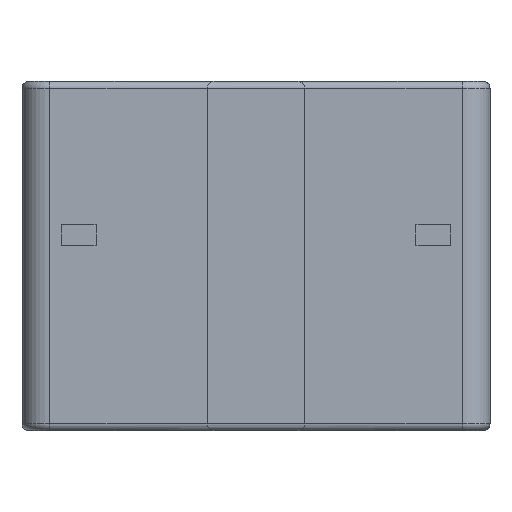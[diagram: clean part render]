
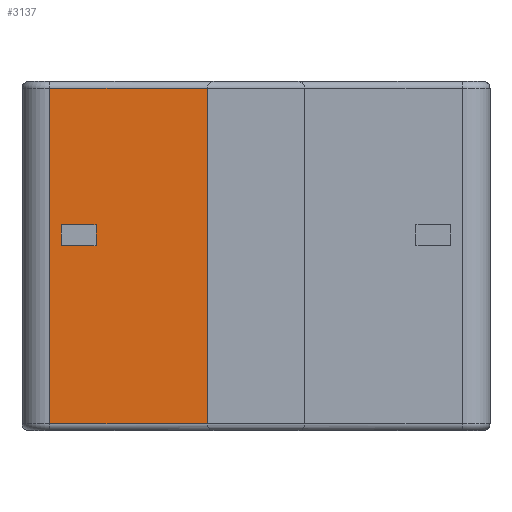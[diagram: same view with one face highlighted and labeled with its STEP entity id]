
A CAD part, front view. The second image highlights one B-rep face of the part: STEP entity #3137.
In plain terms, the highlighted planar face has unit normal (0, -1, 0).
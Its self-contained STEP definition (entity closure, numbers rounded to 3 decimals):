
#158 = FACE_OUTER_BOUND ( 'NONE', #3287, .T. ) ;
#212 = CARTESIAN_POINT ( 'NONE',  ( 1.06, 0., -2.35 ) ) ;
#221 = VECTOR ( 'NONE', #2637, 1000. ) ;
#248 = LINE ( 'NONE', #1727, #3486 ) ;
#327 = VECTOR ( 'NONE', #3345, 1000. ) ;
#349 = VERTEX_POINT ( 'NONE', #1925 ) ;
#483 = ORIENTED_EDGE ( 'NONE', *, *, #3372, .T. ) ;
#530 = DIRECTION ( 'NONE',  ( 0., -1., 0. ) ) ;
#536 = EDGE_CURVE ( 'NONE', #1611, #2087, #976, .T. ) ;
#539 = ORIENTED_EDGE ( 'NONE', *, *, #543, .F. ) ;
#543 = EDGE_CURVE ( 'NONE', #3243, #1611, #830, .T. ) ;
#584 = VERTEX_POINT ( 'NONE', #3981 ) ;
#594 = VERTEX_POINT ( 'NONE', #2647 ) ;
#705 = CARTESIAN_POINT ( 'NONE',  ( 2.65, 0., -5. ) ) ;
#726 = VECTOR ( 'NONE', #3306, 1000. ) ;
#767 = VECTOR ( 'NONE', #2399, 1000. ) ;
#830 = LINE ( 'NONE', #1711, #3227 ) ;
#896 = EDGE_CURVE ( 'NONE', #1736, #594, #1046, .T. ) ;
#937 = ORIENTED_EDGE ( 'NONE', *, *, #896, .T. ) ;
#969 = DIRECTION ( 'NONE',  ( 1., 0., 0. ) ) ;
#976 = LINE ( 'NONE', #212, #726 ) ;
#1001 = ORIENTED_EDGE ( 'NONE', *, *, #1036, .T. ) ;
#1036 = EDGE_CURVE ( 'NONE', #594, #584, #2906, .T. ) ;
#1046 = LINE ( 'NONE', #3233, #221 ) ;
#1267 = LINE ( 'NONE', #705, #3637 ) ;
#1301 = LINE ( 'NONE', #3276, #767 ) ;
#1395 = ORIENTED_EDGE ( 'NONE', *, *, #1901, .F. ) ;
#1428 = CARTESIAN_POINT ( 'NONE',  ( 0.56, 0., -2.35 ) ) ;
#1449 = DIRECTION ( 'NONE',  ( -1., 0., 0. ) ) ;
#1492 = ORIENTED_EDGE ( 'NONE', *, *, #536, .F. ) ;
#1568 = CARTESIAN_POINT ( 'NONE',  ( 0.4, 0., -0.1 ) ) ;
#1585 = EDGE_CURVE ( 'NONE', #2087, #2639, #2151, .T. ) ;
#1611 = VERTEX_POINT ( 'NONE', #3663 ) ;
#1711 = CARTESIAN_POINT ( 'NONE',  ( 0.56, 0., -2.35 ) ) ;
#1722 = AXIS2_PLACEMENT_3D ( 'NONE', #2729, #530, #3657 ) ;
#1727 = CARTESIAN_POINT ( 'NONE',  ( 0.4, 0., -0.1 ) ) ;
#1736 = VERTEX_POINT ( 'NONE', #1568 ) ;
#1901 = EDGE_CURVE ( 'NONE', #2639, #3243, #1301, .T. ) ;
#1925 = CARTESIAN_POINT ( 'NONE',  ( 2.65, 0., -0.1 ) ) ;
#2071 = VECTOR ( 'NONE', #969, 1000. ) ;
#2087 = VERTEX_POINT ( 'NONE', #3648 ) ;
#2151 = LINE ( 'NONE', #2940, #327 ) ;
#2181 = ORIENTED_EDGE ( 'NONE', *, *, #3734, .T. ) ;
#2399 = DIRECTION ( 'NONE',  ( 0., 0., -1. ) ) ;
#2508 = FACE_BOUND ( 'NONE', #2825, .T. ) ;
#2547 = DIRECTION ( 'NONE',  ( 0., 0., 1. ) ) ;
#2637 = DIRECTION ( 'NONE',  ( 0., 0., -1. ) ) ;
#2639 = VERTEX_POINT ( 'NONE', #3948 ) ;
#2647 = CARTESIAN_POINT ( 'NONE',  ( 0.4, 0., -4.9 ) ) ;
#2729 = CARTESIAN_POINT ( 'NONE',  ( 0., 0., -5. ) ) ;
#2807 = CARTESIAN_POINT ( 'NONE',  ( 0., 0., -4.9 ) ) ;
#2825 = EDGE_LOOP ( 'NONE', ( #539, #1395, #3346, #1492 ) ) ;
#2906 = LINE ( 'NONE', #2807, #2071 ) ;
#2940 = CARTESIAN_POINT ( 'NONE',  ( 0.56, 0., -2.05 ) ) ;
#2974 = DIRECTION ( 'NONE',  ( 1., 0., 0. ) ) ;
#3137 = ADVANCED_FACE ( 'NONE', ( #158, #2508 ), #3609, .T. ) ;
#3227 = VECTOR ( 'NONE', #2974, 1000. ) ;
#3233 = CARTESIAN_POINT ( 'NONE',  ( 0.4, 0., -5. ) ) ;
#3243 = VERTEX_POINT ( 'NONE', #1428 ) ;
#3276 = CARTESIAN_POINT ( 'NONE',  ( 0.56, 0., -2.35 ) ) ;
#3287 = EDGE_LOOP ( 'NONE', ( #937, #1001, #2181, #483 ) ) ;
#3306 = DIRECTION ( 'NONE',  ( 0., 0., 1. ) ) ;
#3345 = DIRECTION ( 'NONE',  ( -1., 0., 0. ) ) ;
#3346 = ORIENTED_EDGE ( 'NONE', *, *, #1585, .F. ) ;
#3372 = EDGE_CURVE ( 'NONE', #349, #1736, #248, .T. ) ;
#3486 = VECTOR ( 'NONE', #1449, 1000. ) ;
#3609 = PLANE ( 'NONE',  #1722 ) ;
#3637 = VECTOR ( 'NONE', #2547, 1000. ) ;
#3648 = CARTESIAN_POINT ( 'NONE',  ( 1.06, 0., -2.05 ) ) ;
#3657 = DIRECTION ( 'NONE',  ( 0., 0., -1. ) ) ;
#3663 = CARTESIAN_POINT ( 'NONE',  ( 1.06, 0., -2.35 ) ) ;
#3734 = EDGE_CURVE ( 'NONE', #584, #349, #1267, .T. ) ;
#3948 = CARTESIAN_POINT ( 'NONE',  ( 0.56, 0., -2.05 ) ) ;
#3981 = CARTESIAN_POINT ( 'NONE',  ( 2.65, 0., -4.9 ) ) ;
